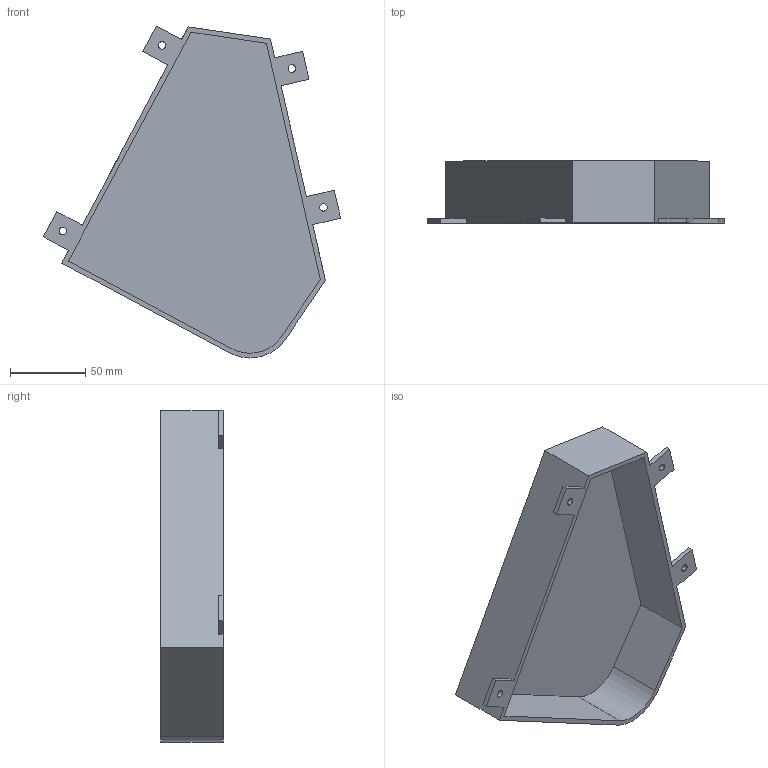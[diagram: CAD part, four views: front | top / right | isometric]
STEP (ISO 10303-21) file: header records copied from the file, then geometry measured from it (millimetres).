
FILE_DESCRIPTION (( 'STEP AP214' ), '1' );
FILE_NAME ('Intake gear cover.STEP', '2024-02-24T19:53:32', ( '' ), ( '' ), 'SwSTEP 2.0', 'SolidWorks 2022', '' );
FILE_SCHEMA (( 'AUTOMOTIVE_DESIGN' ));
Length unit declared in the file: inch
Products named in the file (1): Intake gear cover
Bounding box: 197.5 x 41.27 x 220.55 mm (x, y, z)
Volume: 138881.4 mm3; surface area: 99253.4 mm2
Topology: 1 solids, 1 shells, 39 faces, 108 edges, 72 vertices
Faces by surface type: plane 29, cylinder 10
Entity records: 1298 total; most frequent: CARTESIAN_POINT 220, ORIENTED_EDGE 216, DIRECTION 208, EDGE_CURVE 108, LINE 88, VECTOR 88, VERTEX_POINT 72, AXIS2_PLACEMENT_3D 60
